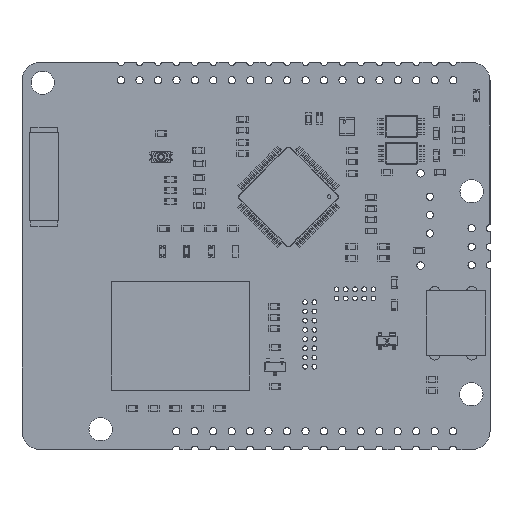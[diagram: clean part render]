
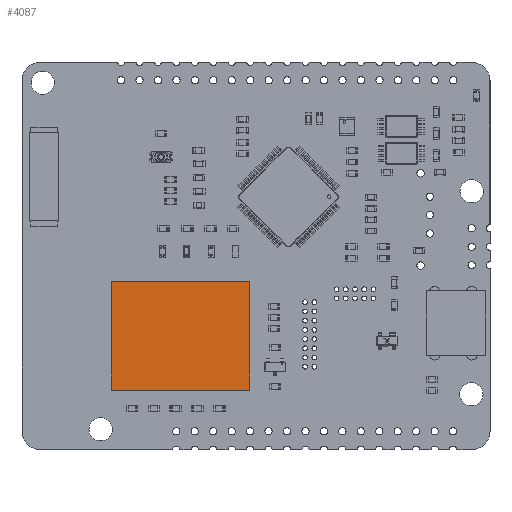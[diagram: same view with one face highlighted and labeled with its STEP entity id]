
A CAD part, top view. The second image highlights one B-rep face of the part: STEP entity #4087.
In plain terms, the highlighted planar face has unit normal (0, 0, 1).
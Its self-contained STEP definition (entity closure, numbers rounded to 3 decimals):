
#3958 = VERTEX_POINT('',#3959);
#3959 = CARTESIAN_POINT('',(9.5,-7.5,3.1));
#3965 = EDGE_CURVE('',#3958,#3966,#3968,.T.);
#3966 = VERTEX_POINT('',#3967);
#3967 = CARTESIAN_POINT('',(-9.5,-7.5,3.1));
#3968 = LINE('',#3969,#3970);
#3969 = CARTESIAN_POINT('',(9.5,-7.5,3.1));
#3970 = VECTOR('',#3971,1.);
#3971 = DIRECTION('',(-1.,0.,0.));
#3996 = EDGE_CURVE('',#3966,#3997,#3999,.T.);
#3997 = VERTEX_POINT('',#3998);
#3998 = CARTESIAN_POINT('',(-9.5,7.5,3.1));
#3999 = LINE('',#4000,#4001);
#4000 = CARTESIAN_POINT('',(-9.5,-7.5,3.1));
#4001 = VECTOR('',#4002,1.);
#4002 = DIRECTION('',(0.,1.,0.));
#4027 = EDGE_CURVE('',#3997,#4028,#4030,.T.);
#4028 = VERTEX_POINT('',#4029);
#4029 = CARTESIAN_POINT('',(9.5,7.5,3.1));
#4030 = LINE('',#4031,#4032);
#4031 = CARTESIAN_POINT('',(-9.5,7.5,3.1));
#4032 = VECTOR('',#4033,1.);
#4033 = DIRECTION('',(1.,0.,0.));
#4058 = EDGE_CURVE('',#4028,#3958,#4059,.T.);
#4059 = LINE('',#4060,#4061);
#4060 = CARTESIAN_POINT('',(9.5,7.5,3.1));
#4061 = VECTOR('',#4062,1.);
#4062 = DIRECTION('',(0.,-1.,0.));
#4087 = ADVANCED_FACE('',(#4088),#4094,.F.);
#4088 = FACE_BOUND('',#4089,.F.);
#4089 = EDGE_LOOP('',(#4090,#4091,#4092,#4093));
#4090 = ORIENTED_EDGE('',*,*,#3965,.T.);
#4091 = ORIENTED_EDGE('',*,*,#3996,.T.);
#4092 = ORIENTED_EDGE('',*,*,#4027,.T.);
#4093 = ORIENTED_EDGE('',*,*,#4058,.T.);
#4094 = PLANE('',#4095);
#4095 = AXIS2_PLACEMENT_3D('',#4096,#4097,#4098);
#4096 = CARTESIAN_POINT('',(0.,0.,3.1));
#4097 = DIRECTION('',(-0.,-0.,-1.));
#4098 = DIRECTION('',(-1.,0.,0.));
